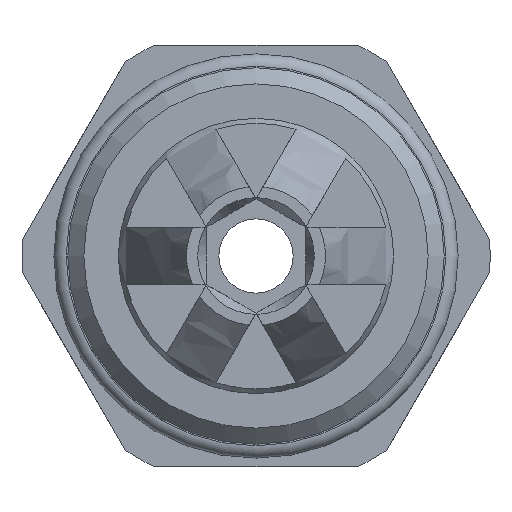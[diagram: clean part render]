
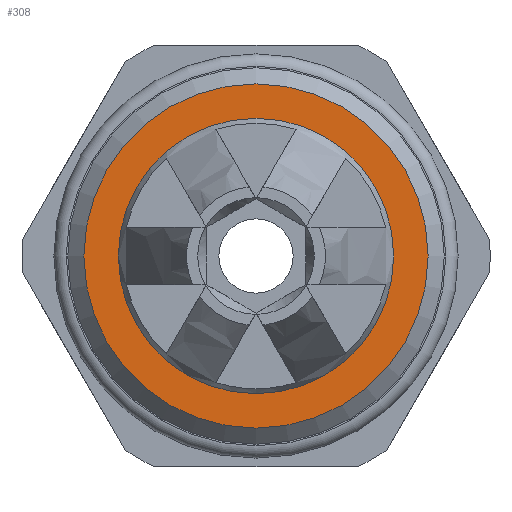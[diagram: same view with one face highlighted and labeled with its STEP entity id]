
A CAD part, left-side view. The second image highlights one B-rep face of the part: STEP entity #308.
In plain terms, the highlighted planar face has unit normal (-1, 0, 0).
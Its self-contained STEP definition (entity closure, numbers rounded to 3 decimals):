
#308 = ADVANCED_FACE( '', ( #694, #695 ), #696, .T. );
#694 = FACE_BOUND( '', #1154, .T. );
#695 = FACE_OUTER_BOUND( '', #1155, .T. );
#696 = PLANE( '', #1156 );
#1154 = EDGE_LOOP( '', ( #2014 ) );
#1155 = EDGE_LOOP( '', ( #2015 ) );
#1156 = AXIS2_PLACEMENT_3D( '', #2016, #2017, #2018 );
#2014 = ORIENTED_EDGE( '', *, *, #2665, .T. );
#2015 = ORIENTED_EDGE( '', *, *, #2698, .F. );
#2016 = CARTESIAN_POINT( '', ( 0., 6.95, 0. ) );
#2017 = DIRECTION( '', ( -1., 0., 0. ) );
#2018 = DIRECTION( '', ( 0., 0., 1. ) );
#2665 = EDGE_CURVE( '', #3170, #3170, #3171, .T. );
#2698 = EDGE_CURVE( '', #3224, #3224, #3225, .T. );
#3170 = VERTEX_POINT( '', #3942 );
#3171 = CIRCLE( '', #3943, 5.56 );
#3224 = VERTEX_POINT( '', #4047 );
#3225 = CIRCLE( '', #4048, 6.95 );
#3942 = CARTESIAN_POINT( '', ( 0., 0., -5.56 ) );
#3943 = AXIS2_PLACEMENT_3D( '', #5284, #5285, #5286 );
#4047 = CARTESIAN_POINT( '', ( 0., 0., -6.95 ) );
#4048 = AXIS2_PLACEMENT_3D( '', #5316, #5317, #5318 );
#5284 = CARTESIAN_POINT( '', ( 0., 0., 0. ) );
#5285 = DIRECTION( '', ( 1., 0., 0. ) );
#5286 = DIRECTION( '', ( 0., 0., -1. ) );
#5316 = CARTESIAN_POINT( '', ( 0., 0., 0. ) );
#5317 = DIRECTION( '', ( 1., 0., 0. ) );
#5318 = DIRECTION( '', ( 0., 0., -1. ) );
